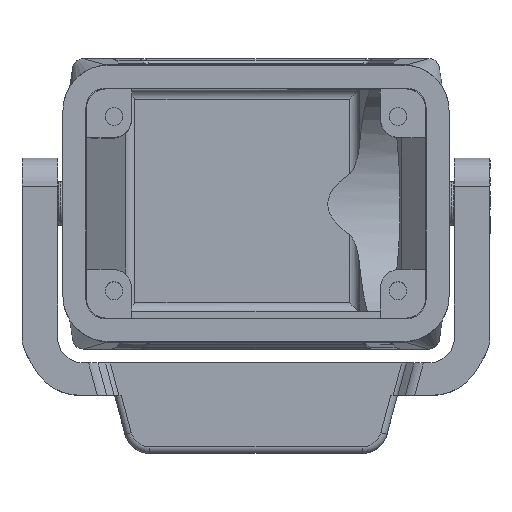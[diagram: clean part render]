
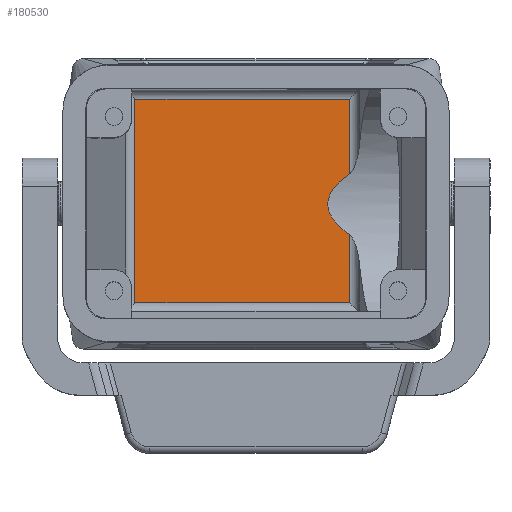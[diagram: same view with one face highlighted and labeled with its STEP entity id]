
A CAD part, top view. The second image highlights one B-rep face of the part: STEP entity #180530.
In plain terms, the highlighted face is planar.
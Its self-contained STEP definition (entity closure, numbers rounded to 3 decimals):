
#180010=CARTESIAN_POINT('',(49.374,70.328,66.));
#180020=DIRECTION('',(0.,0.,-1.));
#180030=DIRECTION('',(0.,1.,0.));
#180040=AXIS2_PLACEMENT_3D('',#180010,#180020,#180030);
#180050=PLANE('',#180040);
#180060=CARTESIAN_POINT('',(49.374,-71.961,66.));
#180070=DIRECTION('',(0.,0.,-1.));
#180080=DIRECTION('',(0.,1.,0.));
#180090=AXIS2_PLACEMENT_3D('',#180060,#180070,#180080);
#180100=ELLIPSE('',#180090,111.144,19.3);
#180110=CARTESIAN_POINT('',(44.659,35.815,66.));
#180120=VERTEX_POINT('',#180110);
#180130=CARTESIAN_POINT('',(54.089,35.815,66.));
#180140=VERTEX_POINT('',#180130);
#180150=EDGE_CURVE('',#180120,#180140,#180100,.T.);
#180160=ORIENTED_EDGE('',*,*,#180150,.F.);
#180170=CARTESIAN_POINT('',(0.,35.815,66.));
#180180=DIRECTION('',(-1.,0.,0.));
#180190=VECTOR('',#180180,1.);
#180200=LINE('',#180170,#180190);
#180210=CARTESIAN_POINT('',(64.624,35.815,66.));
#180220=VERTEX_POINT('',#180210);
#180230=EDGE_CURVE('',#180220,#180140,#180200,.T.);
#180240=ORIENTED_EDGE('',*,*,#180230,.T.);
#180250=CARTESIAN_POINT('',(64.624,0.,66.));
#180260=DIRECTION('',(0.,-1.,0.));
#180270=VECTOR('',#180260,1.);
#180280=LINE('',#180250,#180270);
#180290=CARTESIAN_POINT('',(64.624,69.07,66.));
#180300=VERTEX_POINT('',#180290);
#180310=EDGE_CURVE('',#180300,#180220,#180280,.T.);
#180320=ORIENTED_EDGE('',*,*,#180310,.T.);
#180330=CARTESIAN_POINT('',(0.,69.07,66.));
#180340=DIRECTION('',(1.,0.,0.));
#180350=VECTOR('',#180340,1.);
#180360=LINE('',#180330,#180350);
#180370=CARTESIAN_POINT('',(33.124,69.07,66.));
#180380=VERTEX_POINT('',#180370);
#180390=EDGE_CURVE('',#180380,#180300,#180360,.T.);
#180400=ORIENTED_EDGE('',*,*,#180390,.T.);
#180410=CARTESIAN_POINT('',(33.124,0.,66.));
#180420=DIRECTION('',(0.,1.,0.));
#180430=VECTOR('',#180420,1.);
#180440=LINE('',#180410,#180430);
#180450=CARTESIAN_POINT('',(33.124,35.815,66.));
#180460=VERTEX_POINT('',#180450);
#180470=EDGE_CURVE('',#180460,#180380,#180440,.T.);
#180480=ORIENTED_EDGE('',*,*,#180470,.T.);
#180490=EDGE_CURVE('',#180120,#180460,#180200,.T.);
#180500=ORIENTED_EDGE('',*,*,#180490,.T.);
#180510=EDGE_LOOP('',(#180500,#180480,#180400,#180320,#180240,#180160));
#180520=FACE_OUTER_BOUND('',#180510,.T.);
#180530=ADVANCED_FACE('',(#180520),#180050,.T.);
